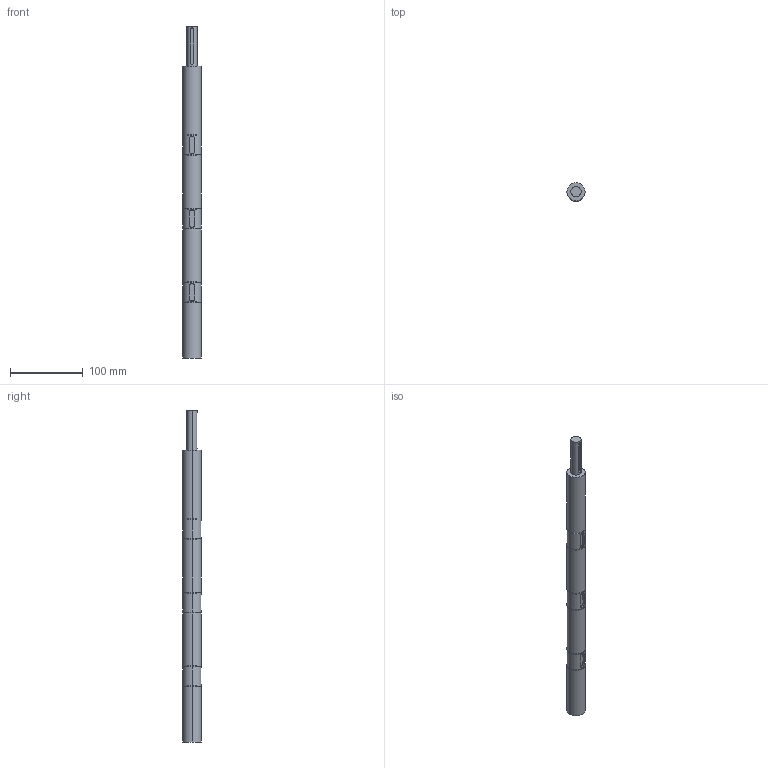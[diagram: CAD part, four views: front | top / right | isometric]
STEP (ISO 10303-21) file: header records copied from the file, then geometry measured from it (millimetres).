
FILE_DESCRIPTION (( 'STEP AP214' ), '1' );
FILE_NAME ('Axe moteur.STEP', '2019-10-09T09:58:51', ( '' ), ( '' ), 'SwSTEP 2.0', 'SolidWorks 2014', '' );
FILE_SCHEMA (( 'AUTOMOTIVE_DESIGN' ));
Length unit declared in the file: millimetre
Products named in the file (1): Axe moteur
Bounding box: 25 x 25 x 455 mm (x, y, z)
Volume: 202131.3 mm3; surface area: 36277.9 mm2
Topology: 1 solids, 1 shells, 67 faces, 144 edges, 96 vertices
Faces by surface type: cylinder 40, plane 27
Entity records: 2122 total; most frequent: CARTESIAN_POINT 574, DIRECTION 336, ORIENTED_EDGE 288, EDGE_CURVE 144, AXIS2_PLACEMENT_3D 136, VERTEX_POINT 96, EDGE_LOOP 84, CIRCLE 68
